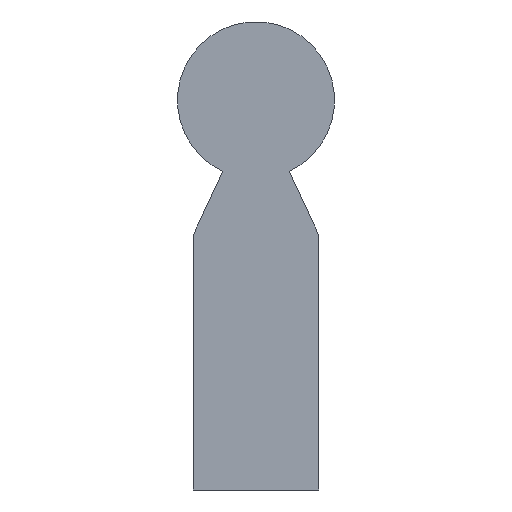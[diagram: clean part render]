
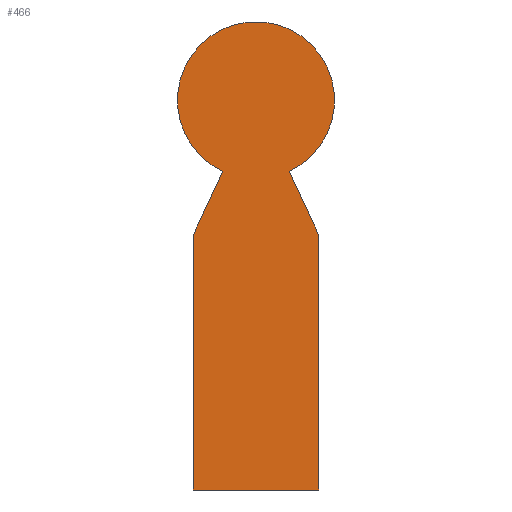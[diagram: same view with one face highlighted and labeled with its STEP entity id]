
A CAD part, front view. The second image highlights one B-rep face of the part: STEP entity #466.
In plain terms, the highlighted planar face has unit normal (0, -1, 0).
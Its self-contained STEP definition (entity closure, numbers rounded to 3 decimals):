
#466 = ADVANCED_FACE( '', ( #1054 ), #1055, .T. );
#1054 = FACE_OUTER_BOUND( '', #1645, .T. );
#1055 = PLANE( '', #1646 );
#1645 = EDGE_LOOP( '', ( #2762, #2763, #2764, #2765, #2766, #2767 ) );
#1646 = AXIS2_PLACEMENT_3D( '', #2768, #2769, #2770 );
#2762 = ORIENTED_EDGE( '', *, *, #3092, .T. );
#2763 = ORIENTED_EDGE( '', *, *, #2921, .T. );
#2764 = ORIENTED_EDGE( '', *, *, #3201, .T. );
#2765 = ORIENTED_EDGE( '', *, *, #3109, .T. );
#2766 = ORIENTED_EDGE( '', *, *, #3180, .T. );
#2767 = ORIENTED_EDGE( '', *, *, #3106, .T. );
#2768 = CARTESIAN_POINT( '', ( 0., 0., 62. ) );
#2769 = DIRECTION( '', ( 0., -1., 0. ) );
#2770 = DIRECTION( '', ( 0., 0., -1. ) );
#2921 = EDGE_CURVE( '', #3417, #3418, #3419, .T. );
#3092 = EDGE_CURVE( '', #3684, #3417, #3685, .T. );
#3106 = EDGE_CURVE( '', #3704, #3684, #3705, .T. );
#3109 = EDGE_CURVE( '', #3708, #3709, #3710, .T. );
#3180 = EDGE_CURVE( '', #3709, #3704, #3804, .T. );
#3201 = EDGE_CURVE( '', #3418, #3708, #3829, .T. );
#3417 = VERTEX_POINT( '', #4091 );
#3418 = VERTEX_POINT( '', #4092 );
#3419 = LINE( '', #4093, #4094 );
#3684 = VERTEX_POINT( '', #4433 );
#3685 = LINE( '', #4434, #4435 );
#3704 = VERTEX_POINT( '', #4461 );
#3705 = LINE( '', #4462, #4463 );
#3708 = VERTEX_POINT( '', #4467 );
#3709 = VERTEX_POINT( '', #4468 );
#3710 = LINE( '', #4469, #4470 );
#3804 = CIRCLE( '', #4583, 12.5 );
#3829 = LINE( '', #4615, #4616 );
#4091 = CARTESIAN_POINT( '', ( -10., 0., 0. ) );
#4092 = CARTESIAN_POINT( '', ( 10., 0., 0. ) );
#4093 = CARTESIAN_POINT( '', ( -10., 0., 0. ) );
#4094 = VECTOR( '', #4802, 1000. );
#4433 = CARTESIAN_POINT( '', ( -10., 0., 40.555 ) );
#4434 = CARTESIAN_POINT( '', ( -10., 0., 40.555 ) );
#4435 = VECTOR( '', #5015, 1000. );
#4461 = CARTESIAN_POINT( '', ( -5.283, 0., 50.671 ) );
#4462 = CARTESIAN_POINT( '', ( -5.328, 0., 50.573 ) );
#4463 = VECTOR( '', #5029, 1000. );
#4467 = CARTESIAN_POINT( '', ( 10., 0., 40.555 ) );
#4468 = CARTESIAN_POINT( '', ( 5.283, 0., 50.671 ) );
#4469 = CARTESIAN_POINT( '', ( 5.328, 0., 50.573 ) );
#4470 = VECTOR( '', #5031, 1000. );
#4583 = AXIS2_PLACEMENT_3D( '', #5102, #5103, #5104 );
#4615 = CARTESIAN_POINT( '', ( 10., 0., 0. ) );
#4616 = VECTOR( '', #5118, 1000. );
#4802 = DIRECTION( '', ( 1., 0., 0. ) );
#5015 = DIRECTION( '', ( 0., 0., -1. ) );
#5029 = DIRECTION( '', ( -0.423, 0., -0.906 ) );
#5031 = DIRECTION( '', ( -0.423, 0., 0.906 ) );
#5102 = CARTESIAN_POINT( '', ( 0., 0., 62. ) );
#5103 = DIRECTION( '', ( 0., -1., 0. ) );
#5104 = DIRECTION( '', ( 0., 0., -1. ) );
#5118 = DIRECTION( '', ( 0., 0., 1. ) );
